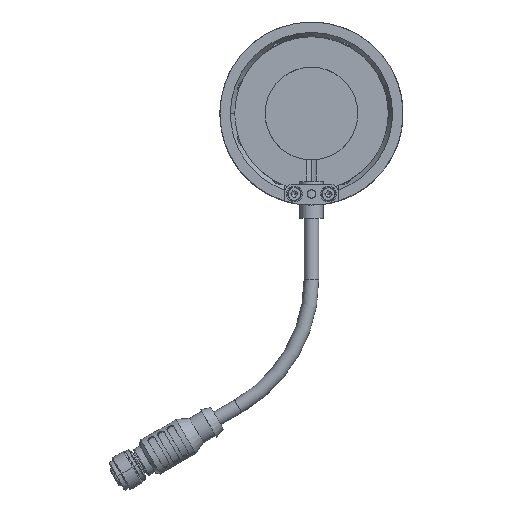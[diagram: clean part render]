
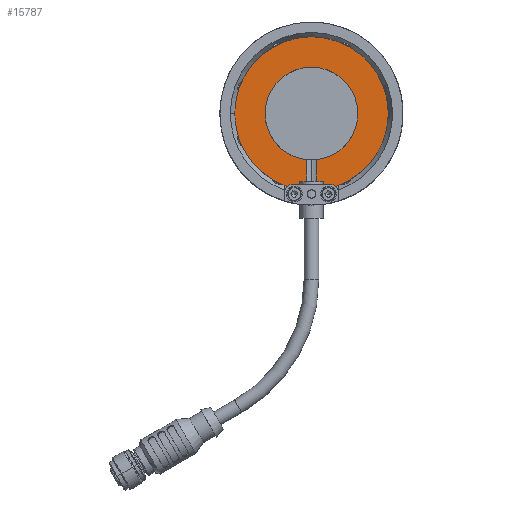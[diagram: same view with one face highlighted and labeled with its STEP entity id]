
A CAD part, top view. The second image highlights one B-rep face of the part: STEP entity #15787.
In plain terms, the highlighted planar face has unit normal (0, 0, 1).
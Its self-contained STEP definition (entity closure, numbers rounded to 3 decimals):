
#180 = DIRECTION ( 'NONE',  ( 0., -1., 0. ) ) ;
#575 = DIRECTION ( 'NONE',  ( 1., 0., 0. ) ) ;
#4280 = EDGE_CURVE ( 'NONE', #66445, #140725, #93153, .T. ) ;
#5436 = DIRECTION ( 'NONE',  ( 1., 0., 0. ) ) ;
#8511 = AXIS2_PLACEMENT_3D ( 'NONE', #15878, #97648, #27665 ) ;
#10208 = AXIS2_PLACEMENT_3D ( 'NONE', #151772, #81769, #11733 ) ;
#11629 = CIRCLE ( 'NONE', #40591, 31.5 ) ;
#11733 = DIRECTION ( 'NONE',  ( 1., 0., 0. ) ) ;
#12414 = CARTESIAN_POINT ( 'NONE',  ( -31.5, 0., 24.8 ) ) ;
#15787 = ADVANCED_FACE ( 'NONE', ( #114132 ), #117762, .F. ) ;
#15878 = CARTESIAN_POINT ( 'NONE',  ( 0., 0., 24.8 ) ) ;
#16541 = CARTESIAN_POINT ( 'NONE',  ( 2.018, -31.435, 24.8 ) ) ;
#21012 = EDGE_CURVE ( 'NONE', #145710, #93604, #72795, .T. ) ;
#23427 = ORIENTED_EDGE ( 'NONE', *, *, #4280, .F. ) ;
#24071 = CARTESIAN_POINT ( 'NONE',  ( -19., 0., 24.8 ) ) ;
#24228 = DIRECTION ( 'NONE',  ( 0., 1., 0. ) ) ;
#25931 = CARTESIAN_POINT ( 'NONE',  ( 0., 0., 24.8 ) ) ;
#27665 = DIRECTION ( 'NONE',  ( 1., 0., 0. ) ) ;
#28943 = ORIENTED_EDGE ( 'NONE', *, *, #104568, .T. ) ;
#30036 = ORIENTED_EDGE ( 'NONE', *, *, #98444, .T. ) ;
#31853 = EDGE_CURVE ( 'NONE', #76430, #97956, #100334, .T. ) ;
#32051 = AXIS2_PLACEMENT_3D ( 'NONE', #140579, #70610, #575 ) ;
#36031 = CARTESIAN_POINT ( 'NONE',  ( 0., 19., 24.8 ) ) ;
#37667 = DIRECTION ( 'NONE',  ( 1., 0., 0. ) ) ;
#39031 = CIRCLE ( 'NONE', #59366, 31.5 ) ;
#40591 = AXIS2_PLACEMENT_3D ( 'NONE', #145445, #75491, #5436 ) ;
#41579 = CARTESIAN_POINT ( 'NONE',  ( -2.018, -31.435, 24.8 ) ) ;
#45615 = CARTESIAN_POINT ( 'NONE',  ( 0., 0., 24.8 ) ) ;
#46528 = ORIENTED_EDGE ( 'NONE', *, *, #127058, .T. ) ;
#55603 = CARTESIAN_POINT ( 'NONE',  ( -2.018, -18.893, 24.8 ) ) ;
#57383 = DIRECTION ( 'NONE',  ( 1., 0., 0. ) ) ;
#59366 = AXIS2_PLACEMENT_3D ( 'NONE', #45615, #127321, #57383 ) ;
#59986 = CARTESIAN_POINT ( 'NONE',  ( 2.018, -37.5, 24.8 ) ) ;
#66445 = VERTEX_POINT ( 'NONE', #113967 ) ;
#70280 = EDGE_CURVE ( 'NONE', #140725, #96886, #108117, .T. ) ;
#70610 = DIRECTION ( 'NONE',  ( 0., 0., 1. ) ) ;
#71315 = DIRECTION ( 'NONE',  ( -1., 0., 0. ) ) ;
#72795 = LINE ( 'NONE', #94195, #134956 ) ;
#74655 = ORIENTED_EDGE ( 'NONE', *, *, #96931, .F. ) ;
#75491 = DIRECTION ( 'NONE',  ( 0., 0., 1. ) ) ;
#76430 = VERTEX_POINT ( 'NONE', #16541 ) ;
#81769 = DIRECTION ( 'NONE',  ( 0., 0., 1. ) ) ;
#92270 = CARTESIAN_POINT ( 'NONE',  ( 31.5, 0., 24.8 ) ) ;
#93153 = CIRCLE ( 'NONE', #128611, 19. ) ;
#93604 = VERTEX_POINT ( 'NONE', #55603 ) ;
#94195 = CARTESIAN_POINT ( 'NONE',  ( -2.018, -37.5, 24.8 ) ) ;
#96481 = VERTEX_POINT ( 'NONE', #12414 ) ;
#96886 = VERTEX_POINT ( 'NONE', #24071 ) ;
#96931 = EDGE_CURVE ( 'NONE', #96886, #93604, #134701, .T. ) ;
#97648 = DIRECTION ( 'NONE',  ( 0., 0., 1. ) ) ;
#97956 = VERTEX_POINT ( 'NONE', #92270 ) ;
#98444 = EDGE_CURVE ( 'NONE', #66445, #76430, #108643, .T. ) ;
#99891 = ORIENTED_EDGE ( 'NONE', *, *, #21012, .T. ) ;
#100334 = CIRCLE ( 'NONE', #10208, 31.5 ) ;
#104568 = EDGE_CURVE ( 'NONE', #96481, #145710, #11629, .T. ) ;
#107680 = DIRECTION ( 'NONE',  ( 0., 0., 1. ) ) ;
#108117 = CIRCLE ( 'NONE', #32051, 19. ) ;
#108643 = LINE ( 'NONE', #59986, #139626 ) ;
#111908 = AXIS2_PLACEMENT_3D ( 'NONE', #36031, #141270, #71315 ) ;
#112940 = CARTESIAN_POINT ( 'NONE',  ( 19., 0., 24.8 ) ) ;
#113967 = CARTESIAN_POINT ( 'NONE',  ( 2.018, -18.893, 24.8 ) ) ;
#114132 = FACE_OUTER_BOUND ( 'NONE', #124114, .T. ) ;
#117762 = PLANE ( 'NONE',  #111908 ) ;
#122786 = ORIENTED_EDGE ( 'NONE', *, *, #70280, .F. ) ;
#124114 = EDGE_LOOP ( 'NONE', ( #23427, #30036, #144031, #46528, #28943, #99891, #74655, #122786 ) ) ;
#127058 = EDGE_CURVE ( 'NONE', #97956, #96481, #39031, .T. ) ;
#127321 = DIRECTION ( 'NONE',  ( 0., 0., 1. ) ) ;
#128611 = AXIS2_PLACEMENT_3D ( 'NONE', #25931, #107680, #37667 ) ;
#134701 = CIRCLE ( 'NONE', #8511, 19. ) ;
#134956 = VECTOR ( 'NONE', #24228, 1000. ) ;
#139626 = VECTOR ( 'NONE', #180, 1000. ) ;
#140579 = CARTESIAN_POINT ( 'NONE',  ( 0., 0., 24.8 ) ) ;
#140725 = VERTEX_POINT ( 'NONE', #112940 ) ;
#141270 = DIRECTION ( 'NONE',  ( 0., 0., -1. ) ) ;
#144031 = ORIENTED_EDGE ( 'NONE', *, *, #31853, .T. ) ;
#145445 = CARTESIAN_POINT ( 'NONE',  ( 0., 0., 24.8 ) ) ;
#145710 = VERTEX_POINT ( 'NONE', #41579 ) ;
#151772 = CARTESIAN_POINT ( 'NONE',  ( 0., 0., 24.8 ) ) ;
